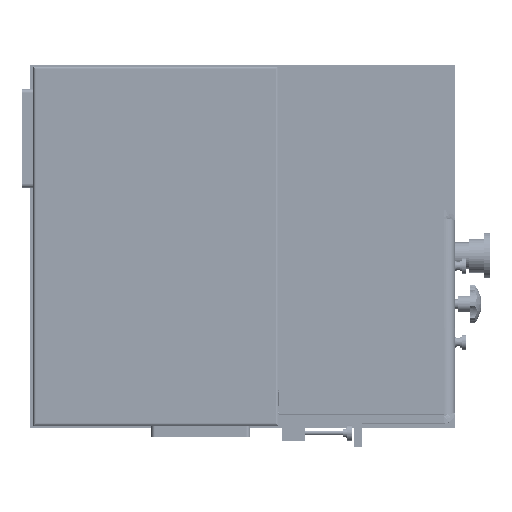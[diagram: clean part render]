
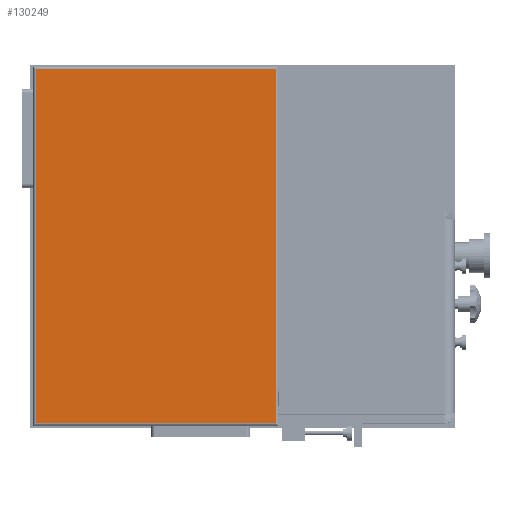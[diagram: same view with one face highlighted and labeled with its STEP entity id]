
A CAD part, top view. The second image highlights one B-rep face of the part: STEP entity #130249.
In plain terms, the highlighted planar face has unit normal (0, 0, 1).
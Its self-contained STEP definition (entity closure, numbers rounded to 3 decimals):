
#13553=FACE_OUTER_BOUND('',#23028,.T.);
#23028=EDGE_LOOP('',(#104356,#104357,#104358,#104359));
#35770=LINE('',#210325,#48309);
#35772=LINE('',#210333,#48311);
#35774=LINE('',#210338,#48313);
#35775=LINE('',#210341,#48314);
#48309=VECTOR('',#168834,11.685);
#48311=VECTOR('',#168842,7.913);
#48313=VECTOR('',#168848,11.685);
#48314=VECTOR('',#168853,7.913);
#59923=VERTEX_POINT('',#210323);
#59924=VERTEX_POINT('',#210324);
#59927=VERTEX_POINT('',#210332);
#59928=VERTEX_POINT('',#210337);
#75218=EDGE_CURVE('',#59923,#59924,#35770,.T.);
#75222=EDGE_CURVE('',#59924,#59927,#35772,.T.);
#75225=EDGE_CURVE('',#59927,#59928,#35774,.T.);
#75227=EDGE_CURVE('',#59928,#59923,#35775,.T.);
#104356=ORIENTED_EDGE('',*,*,#75218,.F.);
#104357=ORIENTED_EDGE('',*,*,#75227,.F.);
#104358=ORIENTED_EDGE('',*,*,#75225,.F.);
#104359=ORIENTED_EDGE('',*,*,#75222,.F.);
#115825=PLANE('',#140713);
#130249=ADVANCED_FACE('',(#13553),#115825,.T.);
#140713=AXIS2_PLACEMENT_3D('',#210347,#168861,#168862);
#168834=DIRECTION('',(0.,1.,0.));
#168842=DIRECTION('',(1.,0.,0.));
#168848=DIRECTION('',(0.,-1.,0.));
#168853=DIRECTION('',(-1.,0.,0.));
#168861=DIRECTION('center_axis',(0.,0.,
1.));
#168862=DIRECTION('ref_axis',(1.,0.,0.));
#210323=CARTESIAN_POINT('',(0.181,0.157,5.108));
#210324=CARTESIAN_POINT('',(0.181,11.843,5.108));
#210325=CARTESIAN_POINT('',(0.181,3.039,5.108));
#210332=CARTESIAN_POINT('',(8.094,11.843,5.108));
#210333=CARTESIAN_POINT('',(2.12,11.843,5.108));
#210337=CARTESIAN_POINT('',(8.094,0.157,5.108));
#210338=CARTESIAN_POINT('',(8.094,8.961,5.108));
#210341=CARTESIAN_POINT('',(6.156,0.157,5.108));
#210347=CARTESIAN_POINT('Origin',(4.138,6.,5.108));
